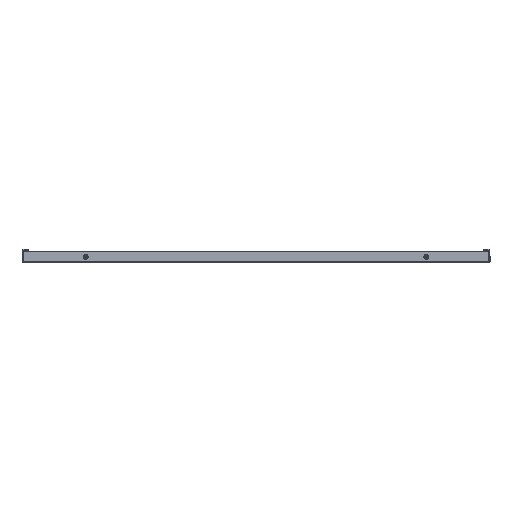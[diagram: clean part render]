
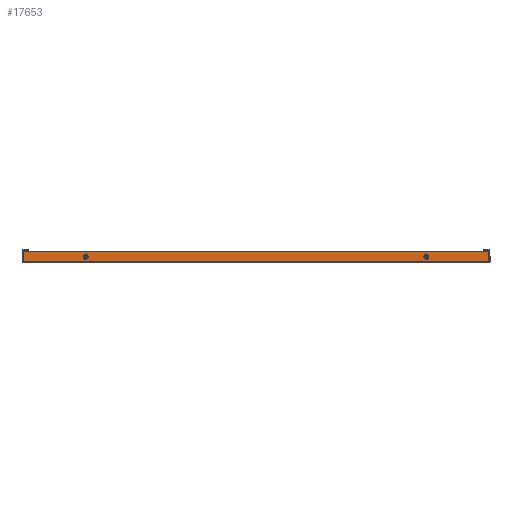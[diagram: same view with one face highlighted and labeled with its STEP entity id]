
A CAD part, front view. The second image highlights one B-rep face of the part: STEP entity #17653.
In plain terms, the highlighted planar face has unit normal (0, -1, 0).
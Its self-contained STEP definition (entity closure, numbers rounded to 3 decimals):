
#3718 = VERTEX_POINT ( 'NONE', #20190 ) ;
#3723 = VERTEX_POINT ( 'NONE', #20184 ) ;
#3744 = VERTEX_POINT ( 'NONE', #20156 ) ;
#3770 = VERTEX_POINT ( 'NONE', #20125 ) ;
#3802 = VERTEX_POINT ( 'NONE', #20086 ) ;
#3807 = VERTEX_POINT ( 'NONE', #20080 ) ;
#3808 = VERTEX_POINT ( 'NONE', #20079 ) ;
#3833 = VERTEX_POINT ( 'NONE', #20047 ) ;
#5288 = AXIS2_PLACEMENT_3D ( 'NONE', #9908, #9906, #9904 ) ;
#6190 = AXIS2_PLACEMENT_3D ( 'NONE', #13782, #13771, #13768 ) ;
#6196 = AXIS2_PLACEMENT_3D ( 'NONE', #13866, #13858, #13855 ) ;
#6204 = AXIS2_PLACEMENT_3D ( 'NONE', #13986, #13927, #13915 ) ;
#6222 = AXIS2_PLACEMENT_3D ( 'NONE', #14078, #14033, #14030 ) ;
#9904 = DIRECTION ( 'NONE',  ( 0., 0., 1. ) ) ;
#9906 = DIRECTION ( 'NONE',  ( 0., 1., 0. ) ) ;
#9907 = PLANE ( 'NONE',  #5288 ) ;
#9908 = CARTESIAN_POINT ( 'NONE',  ( -371.5, -980.5, 18.5 ) ) ;
#11442 = EDGE_CURVE ( 'NONE', #3802, #3723, #21304, .T. ) ;
#11447 = EDGE_CURVE ( 'NONE', #3807, #3833, #21589, .T. ) ;
#11455 = EDGE_CURVE ( 'NONE', #3718, #3808, #21672, .T. ) ;
#11460 = EDGE_CURVE ( 'NONE', #3808, #3718, #21616, .T. ) ;
#11462 = EDGE_CURVE ( 'NONE', #3744, #3723, #21635, .T. ) ;
#11463 = EDGE_CURVE ( 'NONE', #3770, #3744, #21657, .T. ) ;
#11466 = EDGE_CURVE ( 'NONE', #3770, #3802, #21296, .T. ) ;
#11467 = EDGE_CURVE ( 'NONE', #3833, #3807, #21261, .T. ) ;
#13768 = DIRECTION ( 'NONE',  ( 0., 0., -1. ) ) ;
#13771 = DIRECTION ( 'NONE',  ( 0., 1., 0. ) ) ;
#13782 = CARTESIAN_POINT ( 'NONE',  ( 271.4, -980.5, 9.5 ) ) ;
#13792 = DIRECTION ( 'NONE',  ( -1., 0., 0. ) ) ;
#13817 = DIRECTION ( 'NONE',  ( 0., 0., 1. ) ) ;
#13841 = DIRECTION ( 'NONE',  ( -1., 0., 0. ) ) ;
#13843 = CARTESIAN_POINT ( 'NONE',  ( -371.5, -980.5, 1.51 ) ) ;
#13844 = CARTESIAN_POINT ( 'NONE',  ( 371.4, -980.5, 1.51 ) ) ;
#13855 = DIRECTION ( 'NONE',  ( 0., 0., -1. ) ) ;
#13858 = DIRECTION ( 'NONE',  ( 0., -1., 0. ) ) ;
#13866 = CARTESIAN_POINT ( 'NONE',  ( -271.4, -980.5, 9.5 ) ) ;
#13911 = CARTESIAN_POINT ( 'NONE',  ( -371.5, -980.5, 18.5 ) ) ;
#13915 = DIRECTION ( 'NONE',  ( 0., 0., -1. ) ) ;
#13927 = DIRECTION ( 'NONE',  ( 0., -1., 0. ) ) ;
#13986 = CARTESIAN_POINT ( 'NONE',  ( -271.4, -980.5, 9.5 ) ) ;
#14030 = DIRECTION ( 'NONE',  ( 0., 0., -1. ) ) ;
#14033 = DIRECTION ( 'NONE',  ( 0., 1., 0. ) ) ;
#14078 = CARTESIAN_POINT ( 'NONE',  ( 271.4, -980.5, 9.5 ) ) ;
#14098 = DIRECTION ( 'NONE',  ( 0., 0., 1. ) ) ;
#14137 = CARTESIAN_POINT ( 'NONE',  ( -371.4, -980.5, 1.51 ) ) ;
#17653 = ADVANCED_FACE ( 'NONE', ( #20743, #20742, #20740 ), #9907, .F. ) ;
#20047 = CARTESIAN_POINT ( 'NONE',  ( 271.4, -980.5, 13.5 ) ) ;
#20079 = CARTESIAN_POINT ( 'NONE',  ( -271.4, -980.5, 5.5 ) ) ;
#20080 = CARTESIAN_POINT ( 'NONE',  ( 271.4, -980.5, 5.5 ) ) ;
#20086 = CARTESIAN_POINT ( 'NONE',  ( -371.4, -980.5, 1.51 ) ) ;
#20125 = CARTESIAN_POINT ( 'NONE',  ( 371.4, -980.5, 1.51 ) ) ;
#20156 = CARTESIAN_POINT ( 'NONE',  ( 371.4, -980.5, 18.5 ) ) ;
#20184 = CARTESIAN_POINT ( 'NONE',  ( -371.4, -980.5, 18.5 ) ) ;
#20190 = CARTESIAN_POINT ( 'NONE',  ( -271.4, -980.5, 13.5 ) ) ;
#20740 = FACE_BOUND ( 'NONE', #24054, .T. ) ;
#20742 = FACE_BOUND ( 'NONE', #24052, .T. ) ;
#20743 = FACE_OUTER_BOUND ( 'NONE', #24047, .T. ) ;
#21261 = CIRCLE ( 'NONE', #6190, 4. ) ;
#21296 = LINE ( 'NONE', #13843, #21504 ) ;
#21301 = VECTOR ( 'NONE', #14098, 1000. ) ;
#21304 = LINE ( 'NONE', #14137, #21301 ) ;
#21504 = VECTOR ( 'NONE', #13792, 1000. ) ;
#21508 = VECTOR ( 'NONE', #13817, 1000. ) ;
#21589 = CIRCLE ( 'NONE', #6222, 4. ) ;
#21616 = CIRCLE ( 'NONE', #6196, 4. ) ;
#21635 = LINE ( 'NONE', #13911, #21648 ) ;
#21648 = VECTOR ( 'NONE', #13841, 1000. ) ;
#21657 = LINE ( 'NONE', #13844, #21508 ) ;
#21672 = CIRCLE ( 'NONE', #6204, 4. ) ;
#22551 = ORIENTED_EDGE ( 'NONE', *, *, #11463, .T. ) ;
#22553 = ORIENTED_EDGE ( 'NONE', *, *, #11462, .T. ) ;
#22556 = ORIENTED_EDGE ( 'NONE', *, *, #11442, .F. ) ;
#22557 = ORIENTED_EDGE ( 'NONE', *, *, #11466, .F. ) ;
#22559 = ORIENTED_EDGE ( 'NONE', *, *, #11460, .F. ) ;
#22560 = ORIENTED_EDGE ( 'NONE', *, *, #11455, .F. ) ;
#22562 = ORIENTED_EDGE ( 'NONE', *, *, #11447, .T. ) ;
#22564 = ORIENTED_EDGE ( 'NONE', *, *, #11467, .T. ) ;
#24047 = EDGE_LOOP ( 'NONE', ( #22551, #22553, #22556, #22557 ) ) ;
#24052 = EDGE_LOOP ( 'NONE', ( #22559, #22560 ) ) ;
#24054 = EDGE_LOOP ( 'NONE', ( #22562, #22564 ) ) ;
